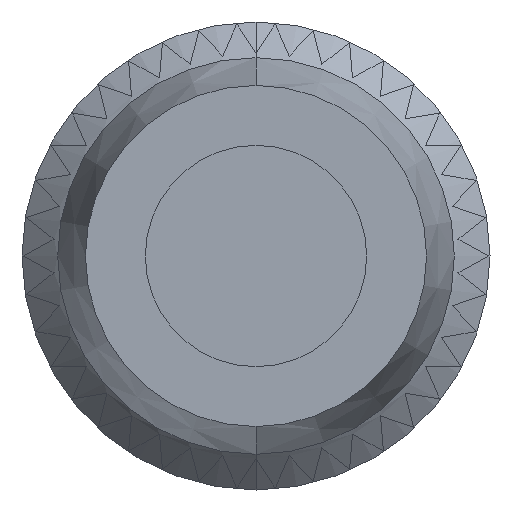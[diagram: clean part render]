
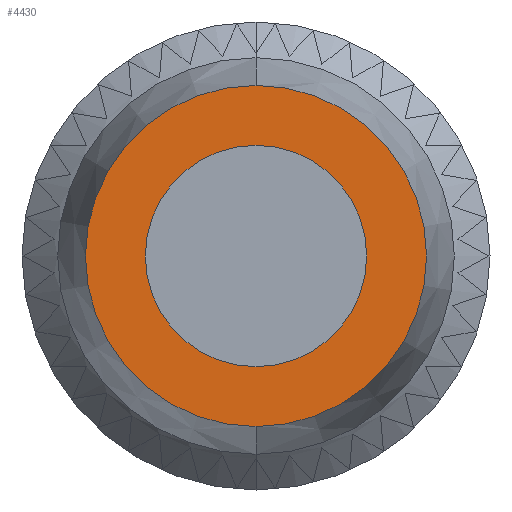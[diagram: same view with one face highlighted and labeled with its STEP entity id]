
A CAD part, front view. The second image highlights one B-rep face of the part: STEP entity #4430.
In plain terms, the highlighted planar face has unit normal (0, -1, 0).
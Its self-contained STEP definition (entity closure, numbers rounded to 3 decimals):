
#143 = DIRECTION ( 'NONE',  ( 0., 0., 1. ) ) ;
#175 = CIRCLE ( 'NONE', #1637, 4.3 ) ;
#462 = DIRECTION ( 'NONE',  ( 0., 0., 1. ) ) ;
#602 = CARTESIAN_POINT ( 'NONE',  ( 0., -42.5, 0. ) ) ;
#1043 = FACE_OUTER_BOUND ( 'NONE', #9013, .T. ) ;
#1637 = AXIS2_PLACEMENT_3D ( 'NONE', #602, #8627, #1768 ) ;
#1744 = CIRCLE ( 'NONE', #2423, 2.79 ) ;
#1768 = DIRECTION ( 'NONE',  ( 0., 0., 1. ) ) ;
#2199 = EDGE_LOOP ( 'NONE', ( #8010, #13601 ) ) ;
#2389 = CIRCLE ( 'NONE', #5952, 4.3 ) ;
#2423 = AXIS2_PLACEMENT_3D ( 'NONE', #6482, #14580, #7622 ) ;
#2611 = EDGE_CURVE ( 'NONE', #14598, #9408, #175, .T. ) ;
#2918 = EDGE_CURVE ( 'NONE', #12203, #3058, #13207, .T. ) ;
#3058 = VERTEX_POINT ( 'NONE', #3423 ) ;
#3423 = CARTESIAN_POINT ( 'NONE',  ( 0., -42.5, 2.79 ) ) ;
#4430 = ADVANCED_FACE ( 'NONE', ( #7117, #1043 ), #14273, .F. ) ;
#5952 = AXIS2_PLACEMENT_3D ( 'NONE', #13954, #7010, #143 ) ;
#6134 = DIRECTION ( 'NONE',  ( 0., 1., 0. ) ) ;
#6482 = CARTESIAN_POINT ( 'NONE',  ( 0., -42.5, 0. ) ) ;
#6587 = DIRECTION ( 'NONE',  ( 0., -1., 0. ) ) ;
#7010 = DIRECTION ( 'NONE',  ( 0., 1., 0. ) ) ;
#7117 = FACE_BOUND ( 'NONE', #2199, .T. ) ;
#7208 = EDGE_CURVE ( 'NONE', #9408, #14598, #2389, .T. ) ;
#7261 = CARTESIAN_POINT ( 'NONE',  ( 0., -42.5, -4.3 ) ) ;
#7622 = DIRECTION ( 'NONE',  ( 0., 0., -1. ) ) ;
#7708 = AXIS2_PLACEMENT_3D ( 'NONE', #13517, #6587, #14690 ) ;
#8010 = ORIENTED_EDGE ( 'NONE', *, *, #2918, .F. ) ;
#8627 = DIRECTION ( 'NONE',  ( 0., 1., 0. ) ) ;
#8688 = CARTESIAN_POINT ( 'NONE',  ( 0., -42.5, 4.3 ) ) ;
#8948 = ORIENTED_EDGE ( 'NONE', *, *, #7208, .F. ) ;
#9013 = EDGE_LOOP ( 'NONE', ( #11170, #8948 ) ) ;
#9408 = VERTEX_POINT ( 'NONE', #7261 ) ;
#11170 = ORIENTED_EDGE ( 'NONE', *, *, #2611, .F. ) ;
#12203 = VERTEX_POINT ( 'NONE', #13727 ) ;
#13096 = CARTESIAN_POINT ( 'NONE',  ( 0., -42.5, 0. ) ) ;
#13207 = CIRCLE ( 'NONE', #7708, 2.79 ) ;
#13517 = CARTESIAN_POINT ( 'NONE',  ( 0., -42.5, 0. ) ) ;
#13601 = ORIENTED_EDGE ( 'NONE', *, *, #14609, .F. ) ;
#13727 = CARTESIAN_POINT ( 'NONE',  ( 0., -42.5, -2.79 ) ) ;
#13863 = AXIS2_PLACEMENT_3D ( 'NONE', #13096, #6134, #462 ) ;
#13954 = CARTESIAN_POINT ( 'NONE',  ( 0., -42.5, 0. ) ) ;
#14273 = PLANE ( 'NONE',  #13863 ) ;
#14580 = DIRECTION ( 'NONE',  ( 0., -1., 0. ) ) ;
#14598 = VERTEX_POINT ( 'NONE', #8688 ) ;
#14609 = EDGE_CURVE ( 'NONE', #3058, #12203, #1744, .T. ) ;
#14690 = DIRECTION ( 'NONE',  ( 0., 0., -1. ) ) ;
